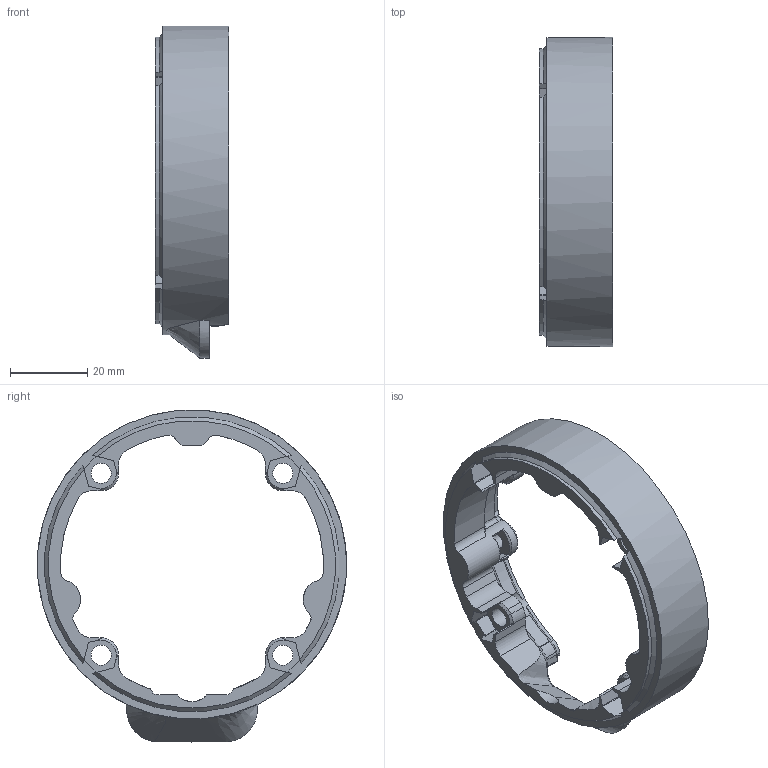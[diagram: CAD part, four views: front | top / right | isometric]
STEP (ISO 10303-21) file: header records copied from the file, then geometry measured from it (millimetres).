
FILE_DESCRIPTION(/* description */ (''),/* implementation_level */ '2;1');
FILE_NAME(/* name */ 'OSSM Mods_Motor Cover - 57AIM30_Front Taper_PitClamp Mini - Motor Cover - 57AIM30 - Front Taper - Sealed_step.stp',/* time_stamp */ '2025-03-30T00:18:31-04:00',/* author */ (''),/* organization */ (''),/* preprocessor_version */ 'ST-DEVELOPER v20.1',/* originating_system */ 'Autodesk Translation Framework v14.4.0.0',/* authorisation */ '');
FILE_SCHEMA (('AUTOMOTIVE_DESIGN { 1 0 10303 214 3 1 1 }'));
Length unit declared in the file: millimetre
Products named in the file (1): PitClamp Mini - Motor Cover - 57AIM30 - Front Taper - Sealed
Bounding box: 19 x 79.97 x 85.86 mm (x, y, z)
Volume: 21883.6 mm3; surface area: 13240.6 mm2
Topology: 1 solids, 1 shells, 339 faces, 960 edges, 627 vertices
Faces by surface type: bspline 112, cylinder 96, plane 89, cone 42
Full cylindrical faces by diameter (mm): 4 x3, 4.2 x3, 5.2 x4, 80 x1
Entity records: 22271 total; most frequent: CARTESIAN_POINT 14362, ORIENTED_EDGE 1920, DIRECTION 1233, EDGE_CURVE 960, VERTEX_POINT 627, AXIS2_PLACEMENT_3D 430, LINE 373, VECTOR 373
